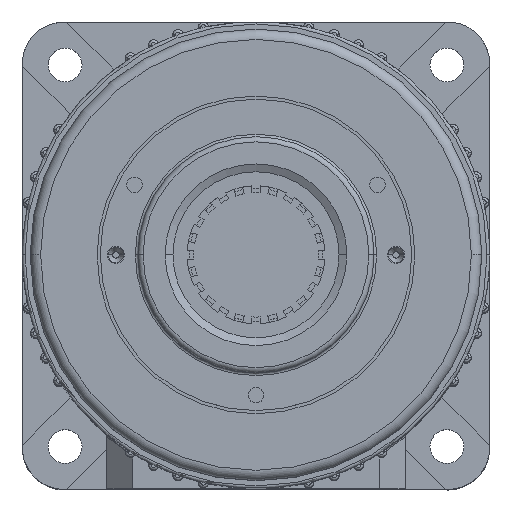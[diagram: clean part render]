
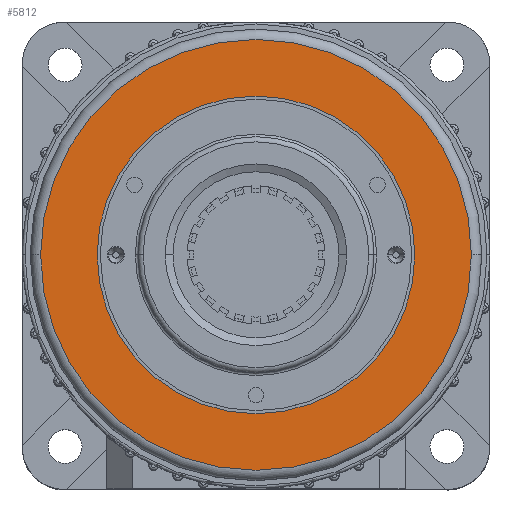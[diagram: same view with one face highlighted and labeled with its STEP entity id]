
A CAD part, top view. The second image highlights one B-rep face of the part: STEP entity #5812.
In plain terms, the highlighted planar face has unit normal (0, 0, 1).
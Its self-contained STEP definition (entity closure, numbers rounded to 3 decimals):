
#859 = VERTEX_POINT ( 'NONE', #8871 ) ;
#862 = DIRECTION ( 'NONE',  ( 0., 0., 1. ) ) ;
#2022 = EDGE_CURVE ( 'NONE', #11392, #11732, #4093, .T. ) ;
#2040 = DIRECTION ( 'NONE',  ( 0., 0., 1. ) ) ;
#2645 = AXIS2_PLACEMENT_3D ( 'NONE', #9090, #862, #10445 ) ;
#2657 = DIRECTION ( 'NONE',  ( 0., 0., 1. ) ) ;
#2691 = AXIS2_PLACEMENT_3D ( 'NONE', #10862, #2657, #12227 ) ;
#3293 = PLANE ( 'NONE',  #6229 ) ;
#3344 = ORIENTED_EDGE ( 'NONE', *, *, #2022, .F. ) ;
#3883 = EDGE_CURVE ( 'NONE', #8019, #859, #7046, .T. ) ;
#4093 = CIRCLE ( 'NONE', #2691, 30.6 ) ;
#5812 = ADVANCED_FACE ( 'NONE', ( #17523, #14311 ), #3293, .T. ) ;
#6221 = DIRECTION ( 'NONE',  ( 0., 0., 1. ) ) ;
#6229 = AXIS2_PLACEMENT_3D ( 'NONE', #17039, #2040, #11607 ) ;
#6372 = ORIENTED_EDGE ( 'NONE', *, *, #7387, .T. ) ;
#6663 = AXIS2_PLACEMENT_3D ( 'NONE', #14410, #6221, #15775 ) ;
#7046 = CIRCLE ( 'NONE', #6663, 41.5 ) ;
#7387 = EDGE_CURVE ( 'NONE', #859, #8019, #7848, .T. ) ;
#7848 = CIRCLE ( 'NONE', #16105, 41.5 ) ;
#8019 = VERTEX_POINT ( 'NONE', #8286 ) ;
#8060 = CARTESIAN_POINT ( 'NONE',  ( 0., 0., 97. ) ) ;
#8197 = CARTESIAN_POINT ( 'NONE',  ( 30.6, 0., 97. ) ) ;
#8286 = CARTESIAN_POINT ( 'NONE',  ( -41.5, 0., 97. ) ) ;
#8511 = ORIENTED_EDGE ( 'NONE', *, *, #3883, .T. ) ;
#8871 = CARTESIAN_POINT ( 'NONE',  ( 41.5, 0., 97. ) ) ;
#9025 = CIRCLE ( 'NONE', #2645, 30.6 ) ;
#9090 = CARTESIAN_POINT ( 'NONE',  ( 0., 0., 97. ) ) ;
#9470 = DIRECTION ( 'NONE',  ( 1., 0., 0. ) ) ;
#10445 = DIRECTION ( 'NONE',  ( 1., 0., 0. ) ) ;
#10862 = CARTESIAN_POINT ( 'NONE',  ( 0., 0., 97. ) ) ;
#11392 = VERTEX_POINT ( 'NONE', #14226 ) ;
#11607 = DIRECTION ( 'NONE',  ( 1., 0., 0. ) ) ;
#11732 = VERTEX_POINT ( 'NONE', #8197 ) ;
#12227 = DIRECTION ( 'NONE',  ( 1., 0., 0. ) ) ;
#12657 = EDGE_LOOP ( 'NONE', ( #15489, #3344 ) ) ;
#13847 = EDGE_CURVE ( 'NONE', #11732, #11392, #9025, .T. ) ;
#14226 = CARTESIAN_POINT ( 'NONE',  ( -30.6, 0., 97. ) ) ;
#14311 = FACE_BOUND ( 'NONE', #12657, .T. ) ;
#14410 = CARTESIAN_POINT ( 'NONE',  ( 0., 0., 97. ) ) ;
#15489 = ORIENTED_EDGE ( 'NONE', *, *, #13847, .F. ) ;
#15775 = DIRECTION ( 'NONE',  ( 1., 0., 0. ) ) ;
#16105 = AXIS2_PLACEMENT_3D ( 'NONE', #8060, #17630, #9470 ) ;
#16822 = EDGE_LOOP ( 'NONE', ( #6372, #8511 ) ) ;
#17039 = CARTESIAN_POINT ( 'NONE',  ( 0., 0., 97. ) ) ;
#17523 = FACE_OUTER_BOUND ( 'NONE', #16822, .T. ) ;
#17630 = DIRECTION ( 'NONE',  ( 0., 0., 1. ) ) ;
